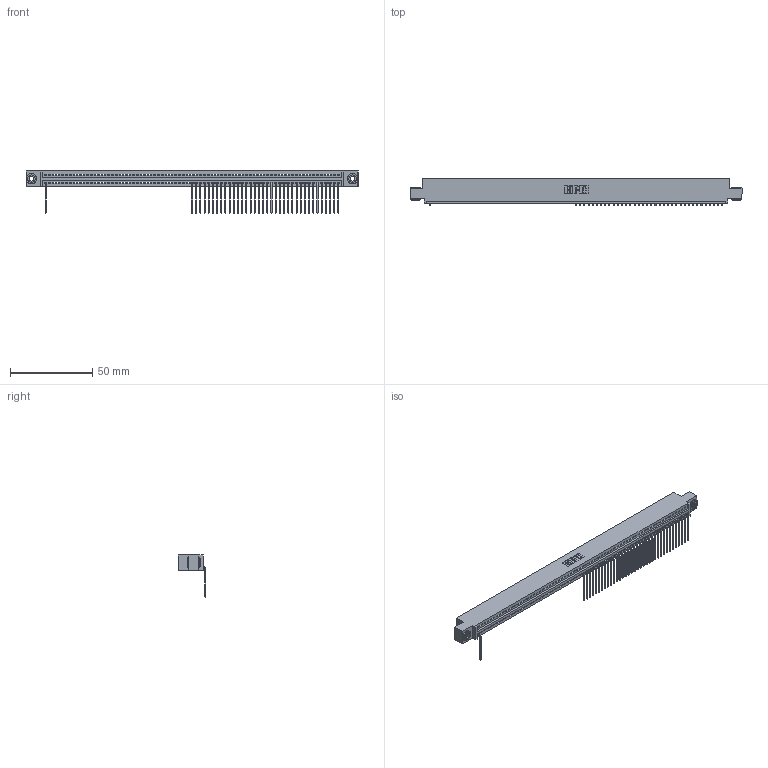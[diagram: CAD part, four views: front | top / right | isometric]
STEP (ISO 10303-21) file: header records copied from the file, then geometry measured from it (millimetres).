
FILE_DESCRIPTION (( 'STEP AP203' ), '1' );
FILE_NAME ('395-071-559-403.STEP', '2018-11-27T07:30:06', ( '' ), ( '' ), 'SwSTEP 2.0', 'SolidWorks 2016', '' );
FILE_SCHEMA (( 'CONFIG_CONTROL_DESIGN' ));
Length unit declared in the file: inch
Products named in the file (4): 395-071-559-403; 345-250-002_345-250-002-102; 345-292-001_558 559 Tail - 1; 345 Part_0.110 Offset - 0.156 Dia-TH
Assembly tree (40 placements, depth 2):
  395-071-559-403
    345 Part_0.110 Offset - 0.156 Dia-TH
    345-292-001_558 559 Tail - 1  x37
    345-250-002_345-250-002-102  x2
Bounding box: 201.55 x 16.75 x 25.53 mm (x, y, z)
Volume: 19060.9 mm3; surface area: 24677.5 mm2
Topology: 40 solids, 40 shells, 2932 faces, 8999 edges, 5946 vertices
Faces by surface type: plane 2124, cylinder 800, cone 8
Entity records: 49310 total; most frequent: ORIENTED_EDGE 8706, CARTESIAN_POINT 8674, DIRECTION 7525, EDGE_CURVE 4353, LINE 3913, VECTOR 3913, VERTEX_POINT 2898, AXIS2_PLACEMENT_3D 1806
